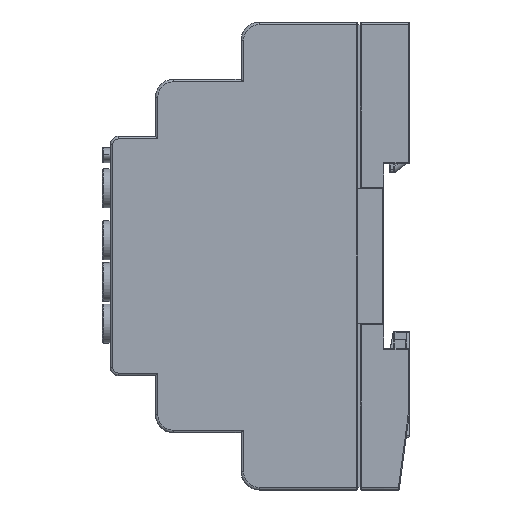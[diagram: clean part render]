
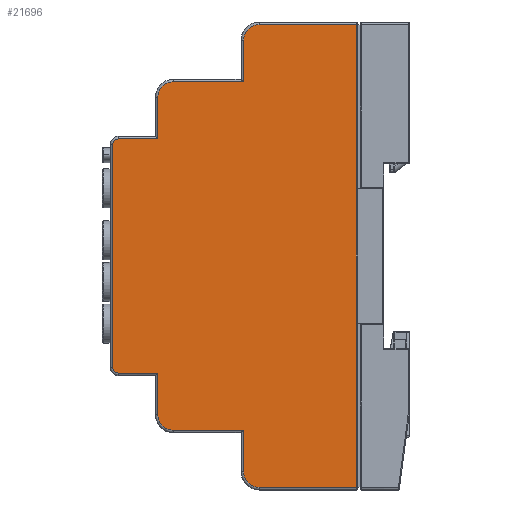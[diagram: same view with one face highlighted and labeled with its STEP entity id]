
A CAD part, left-side view. The second image highlights one B-rep face of the part: STEP entity #21696.
In plain terms, the highlighted planar face has unit normal (-1, 0, 0).
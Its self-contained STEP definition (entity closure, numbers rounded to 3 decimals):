
#424 = VECTOR ( 'NONE', #6882, 1000. ) ;
#510 = CARTESIAN_POINT ( 'NONE',  ( -19.201, 113.256, 74.83 ) ) ;
#690 = DIRECTION ( 'NONE',  ( 0., 0., 1. ) ) ;
#694 = CARTESIAN_POINT ( 'NONE',  ( -19.201, 112.256, 117.83 ) ) ;
#800 = LINE ( 'NONE', #33766, #424 ) ;
#1115 = CARTESIAN_POINT ( 'NONE',  ( -19.201, 112.256, 74.83 ) ) ;
#1547 = EDGE_CURVE ( 'NONE', #12187, #20028, #31011, .T. ) ;
#1555 = EDGE_CURVE ( 'NONE', #10289, #30271, #800, .T. ) ;
#2655 = LINE ( 'NONE', #24033, #6338 ) ;
#3339 = DIRECTION ( 'NONE',  ( 0., -1., 0. ) ) ;
#3510 = ORIENTED_EDGE ( 'NONE', *, *, #30961, .T. ) ;
#3800 = AXIS2_PLACEMENT_3D ( 'NONE', #11889, #23875, #690 ) ;
#4181 = VECTOR ( 'NONE', #9621, 1000. ) ;
#4187 = ORIENTED_EDGE ( 'NONE', *, *, #8109, .T. ) ;
#4537 = EDGE_CURVE ( 'NONE', #16115, #19901, #16415, .T. ) ;
#4542 = VECTOR ( 'NONE', #3339, 1000. ) ;
#4968 = CARTESIAN_POINT ( 'NONE',  ( -19.201, 112.256, 118.83 ) ) ;
#4991 = DIRECTION ( 'NONE',  ( -1., 0., 0. ) ) ;
#5191 = LINE ( 'NONE', #19508, #21878 ) ;
#5229 = CIRCLE ( 'NONE', #27146, 3. ) ;
#5238 = EDGE_LOOP ( 'NONE', ( #19567, #32097, #35012, #27133, #6386, #12190, #9596, #3510, #8783, #11703, #31899, #29939, #4187, #7164, #10860, #14938, #12274, #33275 ) ) ;
#6338 = VECTOR ( 'NONE', #18126, 1000. ) ;
#6386 = ORIENTED_EDGE ( 'NONE', *, *, #19938, .T. ) ;
#6594 = VERTEX_POINT ( 'NONE', #31926 ) ;
#6640 = CARTESIAN_POINT ( 'NONE',  ( -19.201, 66.406, 51.83 ) ) ;
#6882 = DIRECTION ( 'NONE',  ( 0., 0., -1. ) ) ;
#6937 = LINE ( 'NONE', #7338, #31448 ) ;
#6940 = AXIS2_PLACEMENT_3D ( 'NONE', #694, #34248, #10096 ) ;
#7088 = VECTOR ( 'NONE', #25209, 1000. ) ;
#7164 = ORIENTED_EDGE ( 'NONE', *, *, #1555, .T. ) ;
#7338 = CARTESIAN_POINT ( 'NONE',  ( -19.201, 88.106, 130.33 ) ) ;
#7924 = LINE ( 'NONE', #38118, #22940 ) ;
#8109 = EDGE_CURVE ( 'NONE', #6594, #10289, #21180, .T. ) ;
#8783 = ORIENTED_EDGE ( 'NONE', *, *, #35274, .T. ) ;
#8934 = AXIS2_PLACEMENT_3D ( 'NONE', #1115, #4991, #10135 ) ;
#9090 = VERTEX_POINT ( 'NONE', #4968 ) ;
#9155 = CARTESIAN_POINT ( 'NONE',  ( -19.201, 104.606, 119.33 ) ) ;
#9218 = VERTEX_POINT ( 'NONE', #28067 ) ;
#9576 = CIRCLE ( 'NONE', #8934, 1. ) ;
#9596 = ORIENTED_EDGE ( 'NONE', *, *, #21055, .T. ) ;
#9621 = DIRECTION ( 'NONE',  ( 0., 1., 0. ) ) ;
#9660 = EDGE_CURVE ( 'NONE', #32303, #9218, #25936, .T. ) ;
#10096 = DIRECTION ( 'NONE',  ( 0., 0., 1. ) ) ;
#10135 = DIRECTION ( 'NONE',  ( 0., 0., 1. ) ) ;
#10280 = LINE ( 'NONE', #31091, #7088 ) ;
#10289 = VERTEX_POINT ( 'NONE', #14567 ) ;
#10470 = DIRECTION ( 'NONE',  ( 0., 0., 1. ) ) ;
#10507 = VERTEX_POINT ( 'NONE', #22572 ) ;
#10860 = ORIENTED_EDGE ( 'NONE', *, *, #32000, .T. ) ;
#11217 = LINE ( 'NONE', #23204, #26412 ) ;
#11566 = CIRCLE ( 'NONE', #12176, 3. ) ;
#11703 = ORIENTED_EDGE ( 'NONE', *, *, #24195, .T. ) ;
#11726 = DIRECTION ( 'NONE',  ( -1., 0., 0. ) ) ;
#11889 = CARTESIAN_POINT ( 'NONE',  ( -19.201, 85.106, 137.83 ) ) ;
#12176 = AXIS2_PLACEMENT_3D ( 'NONE', #18892, #27723, #30847 ) ;
#12187 = VERTEX_POINT ( 'NONE', #19595 ) ;
#12190 = ORIENTED_EDGE ( 'NONE', *, *, #1547, .T. ) ;
#12274 = ORIENTED_EDGE ( 'NONE', *, *, #4537, .T. ) ;
#12361 = CARTESIAN_POINT ( 'NONE',  ( -19.201, 104.606, 65.83 ) ) ;
#13400 = VERTEX_POINT ( 'NONE', #23574 ) ;
#13484 = DIRECTION ( 'NONE',  ( 0., 0., -1. ) ) ;
#13826 = EDGE_CURVE ( 'NONE', #19941, #32303, #31313, .T. ) ;
#13915 = CARTESIAN_POINT ( 'NONE',  ( -19.201, 101.606, 126.83 ) ) ;
#14336 = EDGE_CURVE ( 'NONE', #36160, #19941, #7924, .T. ) ;
#14567 = CARTESIAN_POINT ( 'NONE',  ( -19.201, 104.606, 73.83 ) ) ;
#14915 = CIRCLE ( 'NONE', #32442, 3. ) ;
#14938 = ORIENTED_EDGE ( 'NONE', *, *, #24403, .T. ) ;
#15052 = CARTESIAN_POINT ( 'NONE',  ( -19.201, 101.606, 65.83 ) ) ;
#15299 = EDGE_CURVE ( 'NONE', #13400, #36160, #10280, .T. ) ;
#15464 = CARTESIAN_POINT ( 'NONE',  ( -19.201, 101.606, 62.83 ) ) ;
#16115 = VERTEX_POINT ( 'NONE', #34727 ) ;
#16415 = LINE ( 'NONE', #28401, #30112 ) ;
#16725 = VECTOR ( 'NONE', #38783, 1000. ) ;
#16766 = CARTESIAN_POINT ( 'NONE',  ( -19.201, 85.106, 140.83 ) ) ;
#16781 = EDGE_CURVE ( 'NONE', #19901, #13400, #11566, .T. ) ;
#18126 = DIRECTION ( 'NONE',  ( 0., -1., 0. ) ) ;
#18892 = CARTESIAN_POINT ( 'NONE',  ( -19.201, 85.106, 54.83 ) ) ;
#19508 = CARTESIAN_POINT ( 'NONE',  ( -19.201, 112.256, 118.83 ) ) ;
#19567 = ORIENTED_EDGE ( 'NONE', *, *, #15299, .T. ) ;
#19595 = CARTESIAN_POINT ( 'NONE',  ( -19.201, 88.106, 129.83 ) ) ;
#19847 = CARTESIAN_POINT ( 'NONE',  ( -19.201, 113.256, 117.83 ) ) ;
#19901 = VERTEX_POINT ( 'NONE', #37139 ) ;
#19938 = EDGE_CURVE ( 'NONE', #9218, #12187, #6937, .T. ) ;
#19941 = VERTEX_POINT ( 'NONE', #31252 ) ;
#20028 = VERTEX_POINT ( 'NONE', #34800 ) ;
#20514 = EDGE_CURVE ( 'NONE', #22883, #6594, #9576, .T. ) ;
#21055 = EDGE_CURVE ( 'NONE', #20028, #10507, #5229, .T. ) ;
#21077 = VERTEX_POINT ( 'NONE', #25498 ) ;
#21180 = LINE ( 'NONE', #30193, #4542 ) ;
#21696 = ADVANCED_FACE ( 'NONE', ( #30132 ), #38769, .T. ) ;
#21878 = VECTOR ( 'NONE', #34619, 1000. ) ;
#22572 = CARTESIAN_POINT ( 'NONE',  ( -19.201, 104.606, 126.83 ) ) ;
#22883 = VERTEX_POINT ( 'NONE', #510 ) ;
#22940 = VECTOR ( 'NONE', #10470, 1000. ) ;
#23204 = CARTESIAN_POINT ( 'NONE',  ( -19.201, 113.256, 74.83 ) ) ;
#23574 = CARTESIAN_POINT ( 'NONE',  ( -19.201, 85.106, 51.83 ) ) ;
#23875 = DIRECTION ( 'NONE',  ( -1., 0., 0. ) ) ;
#24033 = CARTESIAN_POINT ( 'NONE',  ( -19.201, 88.606, 62.83 ) ) ;
#24195 = EDGE_CURVE ( 'NONE', #9090, #34426, #27640, .T. ) ;
#24403 = EDGE_CURVE ( 'NONE', #30624, #16115, #2655, .T. ) ;
#24472 = CARTESIAN_POINT ( 'NONE',  ( -19.201, 85.106, 140.83 ) ) ;
#24553 = CARTESIAN_POINT ( 'NONE',  ( -19.201, 101.606, 129.83 ) ) ;
#24720 = EDGE_CURVE ( 'NONE', #34426, #22883, #11217, .T. ) ;
#24807 = DIRECTION ( 'NONE',  ( 0., 0., -1. ) ) ;
#25209 = DIRECTION ( 'NONE',  ( 0., -1., 0. ) ) ;
#25498 = CARTESIAN_POINT ( 'NONE',  ( -19.201, 104.606, 118.83 ) ) ;
#25936 = CIRCLE ( 'NONE', #35361, 3. ) ;
#26395 = DIRECTION ( 'NONE',  ( 0., 0., 1. ) ) ;
#26412 = VECTOR ( 'NONE', #35172, 1000. ) ;
#26597 = CARTESIAN_POINT ( 'NONE',  ( -19.201, 85.106, 137.83 ) ) ;
#27133 = ORIENTED_EDGE ( 'NONE', *, *, #9660, .T. ) ;
#27146 = AXIS2_PLACEMENT_3D ( 'NONE', #13915, #37067, #31179 ) ;
#27640 = CIRCLE ( 'NONE', #6940, 1. ) ;
#27723 = DIRECTION ( 'NONE',  ( -1., 0., 0. ) ) ;
#28067 = CARTESIAN_POINT ( 'NONE',  ( -19.201, 88.106, 137.83 ) ) ;
#28401 = CARTESIAN_POINT ( 'NONE',  ( -19.201, 88.106, 54.83 ) ) ;
#29939 = ORIENTED_EDGE ( 'NONE', *, *, #20514, .T. ) ;
#30112 = VECTOR ( 'NONE', #13484, 1000. ) ;
#30132 = FACE_OUTER_BOUND ( 'NONE', #5238, .T. ) ;
#30193 = CARTESIAN_POINT ( 'NONE',  ( -19.201, 105.106, 73.83 ) ) ;
#30271 = VERTEX_POINT ( 'NONE', #12361 ) ;
#30624 = VERTEX_POINT ( 'NONE', #15464 ) ;
#30847 = DIRECTION ( 'NONE',  ( 0., 0., 1. ) ) ;
#30961 = EDGE_CURVE ( 'NONE', #10507, #21077, #32703, .T. ) ;
#31011 = LINE ( 'NONE', #24553, #4181 ) ;
#31091 = CARTESIAN_POINT ( 'NONE',  ( -19.201, 66.206, 51.83 ) ) ;
#31179 = DIRECTION ( 'NONE',  ( 0., 0., 1. ) ) ;
#31252 = CARTESIAN_POINT ( 'NONE',  ( -19.201, 66.406, 140.83 ) ) ;
#31313 = LINE ( 'NONE', #24472, #38598 ) ;
#31448 = VECTOR ( 'NONE', #24807, 1000. ) ;
#31899 = ORIENTED_EDGE ( 'NONE', *, *, #24720, .T. ) ;
#31926 = CARTESIAN_POINT ( 'NONE',  ( -19.201, 112.256, 73.83 ) ) ;
#32000 = EDGE_CURVE ( 'NONE', #30271, #30624, #14915, .T. ) ;
#32097 = ORIENTED_EDGE ( 'NONE', *, *, #14336, .T. ) ;
#32303 = VERTEX_POINT ( 'NONE', #16766 ) ;
#32442 = AXIS2_PLACEMENT_3D ( 'NONE', #15052, #11726, #35282 ) ;
#32703 = LINE ( 'NONE', #9155, #16725 ) ;
#33275 = ORIENTED_EDGE ( 'NONE', *, *, #16781, .T. ) ;
#33766 = CARTESIAN_POINT ( 'NONE',  ( -19.201, 104.606, 65.83 ) ) ;
#34248 = DIRECTION ( 'NONE',  ( -1., 0., 0. ) ) ;
#34426 = VERTEX_POINT ( 'NONE', #19847 ) ;
#34619 = DIRECTION ( 'NONE',  ( 0., 1., 0. ) ) ;
#34727 = CARTESIAN_POINT ( 'NONE',  ( -19.201, 88.106, 62.83 ) ) ;
#34800 = CARTESIAN_POINT ( 'NONE',  ( -19.201, 101.606, 129.83 ) ) ;
#35012 = ORIENTED_EDGE ( 'NONE', *, *, #13826, .T. ) ;
#35034 = DIRECTION ( 'NONE',  ( -1., 0., 0. ) ) ;
#35172 = DIRECTION ( 'NONE',  ( 0., 0., -1. ) ) ;
#35274 = EDGE_CURVE ( 'NONE', #21077, #9090, #5191, .T. ) ;
#35282 = DIRECTION ( 'NONE',  ( 0., 0., 1. ) ) ;
#35361 = AXIS2_PLACEMENT_3D ( 'NONE', #26597, #35034, #26395 ) ;
#36160 = VERTEX_POINT ( 'NONE', #6640 ) ;
#36441 = DIRECTION ( 'NONE',  ( 0., 1., 0. ) ) ;
#37067 = DIRECTION ( 'NONE',  ( -1., 0., 0. ) ) ;
#37139 = CARTESIAN_POINT ( 'NONE',  ( -19.201, 88.106, 54.83 ) ) ;
#38118 = CARTESIAN_POINT ( 'NONE',  ( -19.201, 66.406, 140.83 ) ) ;
#38598 = VECTOR ( 'NONE', #36441, 1000. ) ;
#38769 = PLANE ( 'NONE',  #3800 ) ;
#38783 = DIRECTION ( 'NONE',  ( 0., 0., -1. ) ) ;
